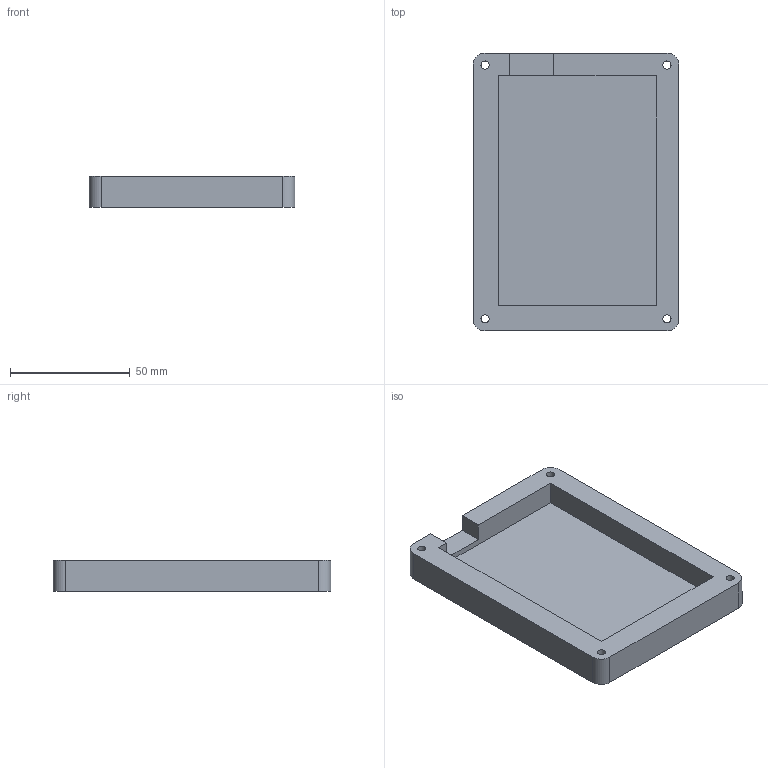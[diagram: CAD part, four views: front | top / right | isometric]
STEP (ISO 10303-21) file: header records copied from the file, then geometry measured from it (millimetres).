
FILE_DESCRIPTION(/* description */ (''),/* implementation_level */ '2;1');
FILE_NAME(/* name */ 'Case_Bottom.step',/* time_stamp */ '2026-01-01T16:12:31+05:00',/* author */ (''),/* organization */ (''),/* preprocessor_version */ 'ST-DEVELOPER v20.1',/* originating_system */ 'Autodesk Translation Framework v14.21.0.0',/* authorisation */ '');
FILE_SCHEMA (('AUTOMOTIVE_DESIGN { 1 0 10303 214 3 1 1 }'));
Length unit declared in the file: millimetre
Products named in the file (1): Case_Bottom
Bounding box: 86 x 116 x 13.2 mm (x, y, z)
Volume: 64042.3 mm3; surface area: 28789.8 mm2
Topology: 1 solids, 1 shells, 295 faces, 813 edges, 542 vertices
Faces by surface type: bspline 177, plane 106, cylinder 12
Full cylindrical faces by diameter (mm): 3.4 x4, 6 x4
Entity records: 11030 total; most frequent: CARTESIAN_POINT 4660, ORIENTED_EDGE 1626, EDGE_CURVE 813, DIRECTION 721, VERTEX_POINT 542, LINE 435, VECTOR 435, B_SPLINE_CURVE_WITH_KNOTS 354
